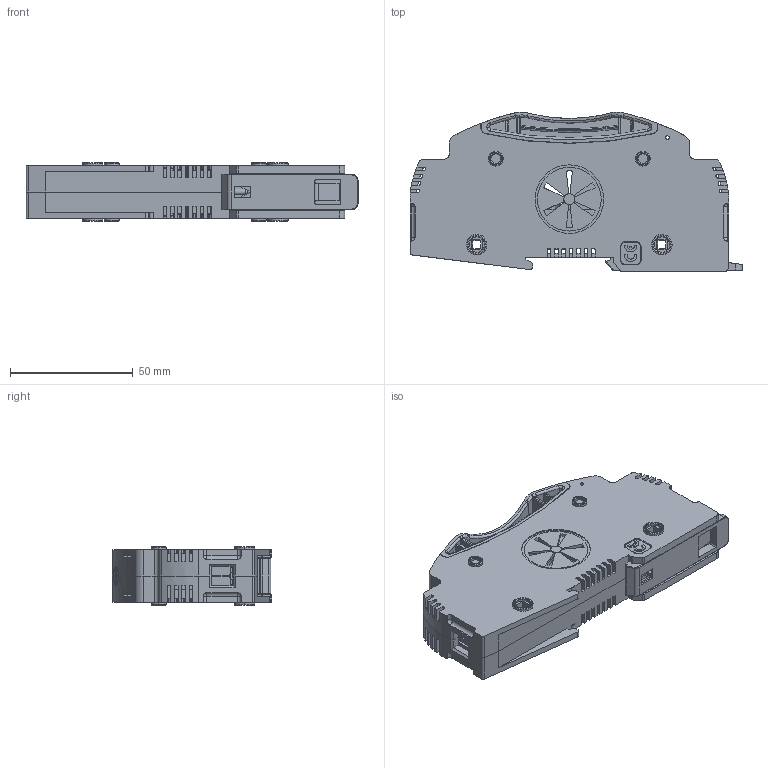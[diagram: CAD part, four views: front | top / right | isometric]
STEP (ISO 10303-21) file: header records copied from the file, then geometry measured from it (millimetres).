
FILE_DESCRIPTION((''),'2;1');
FILE_NAME('CPV-30L_ASM','2020-08-24T09:26:25',('seanmcdonnell'),(''),'CREO PARAMETRIC BY PTC INC, 2019224','CREO PARAMETRIC BY PTC INC, 2019224','');
FILE_SCHEMA(('AUTOMOTIVE_DESIGN { 1 0 10303 214 1 1 1 1 }'));
Length unit declared in the file: inch
Products named in the file (8): D4_54; D5_19; D3_13; C1_86; C2_57; C5_11; ASM0002_ASM_4_ASM; CPV-30L_ASM
Assembly tree (7 placements, depth 3):
  CPV-30L_ASM
    ASM0002_ASM_4_ASM
      D4_54
      D5_19
      D3_13
      C1_86
      C2_57
      C5_11
Bounding box: 135.45 x 65.16 x 23.9 mm (x, y, z)
Volume: 62454.9 mm3; surface area: 77379 mm2
Topology: 6 solids, 6 shells, 3149 faces, 9223 edges, 6053 vertices
Faces by surface type: plane 2022, cylinder 825, torus 104, cone 84, bspline 70, sphere 40, extrusion 4
Entity records: 138708 total; most frequent: CARTESIAN_POINT 25759, ORIENTED_EDGE 18358, DIRECTION 16202, PRESENTATION_STYLE_ASSIGNMENT 9185, STYLED_ITEM 9185, CURVE_STYLE 9179, EDGE_CURVE 9179, VERTEX_POINT 6053
